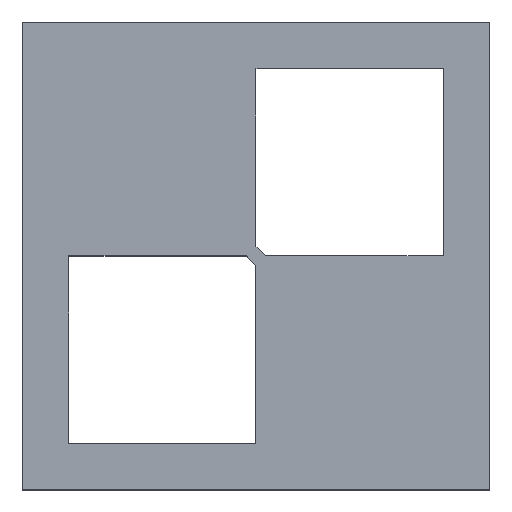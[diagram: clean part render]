
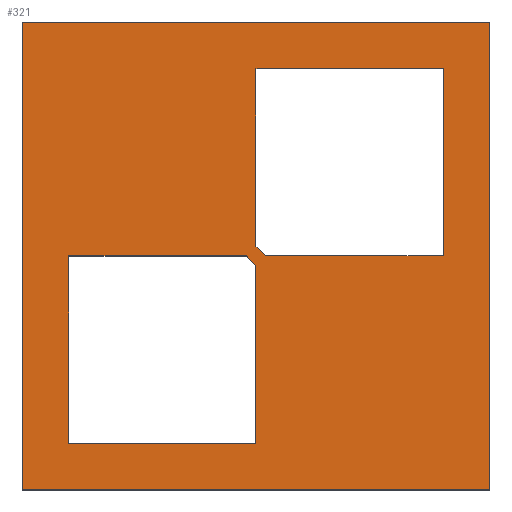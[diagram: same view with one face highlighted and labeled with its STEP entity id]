
A CAD part, top view. The second image highlights one B-rep face of the part: STEP entity #321.
In plain terms, the highlighted planar face has unit normal (0, 0, 1).
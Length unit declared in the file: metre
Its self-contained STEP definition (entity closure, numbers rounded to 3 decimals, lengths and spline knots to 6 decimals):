
#82=ORIENTED_EDGE('',*,*,#119,.F.);
#83=ORIENTED_EDGE('',*,*,#123,.F.);
#84=ORIENTED_EDGE('',*,*,#126,.T.);
#85=ORIENTED_EDGE('',*,*,#129,.T.);
#86=ORIENTED_EDGE('',*,*,#134,.T.);
#87=ORIENTED_EDGE('',*,*,#106,.F.);
#88=ORIENTED_EDGE('',*,*,#110,.T.);
#89=ORIENTED_EDGE('',*,*,#113,.T.);
#90=ORIENTED_EDGE('',*,*,#116,.F.);
#91=ORIENTED_EDGE('',*,*,#132,.F.);
#92=ORIENTED_EDGE('',*,*,#96,.F.);
#93=ORIENTED_EDGE('',*,*,#100,.T.);
#94=ORIENTED_EDGE('',*,*,#103,.T.);
#95=ORIENTED_EDGE('',*,*,#136,.F.);
#96=EDGE_CURVE('',#138,#139,#166,.T.);
#100=EDGE_CURVE('',#138,#142,#170,.T.);
#103=EDGE_CURVE('',#142,#144,#173,.T.);
#106=EDGE_CURVE('',#146,#147,#176,.T.);
#110=EDGE_CURVE('',#146,#150,#180,.T.);
#113=EDGE_CURVE('',#150,#152,#183,.T.);
#116=EDGE_CURVE('',#154,#152,#186,.T.);
#119=EDGE_CURVE('',#156,#157,#189,.T.);
#123=EDGE_CURVE('',#160,#156,#193,.T.);
#126=EDGE_CURVE('',#160,#162,#196,.T.);
#129=EDGE_CURVE('',#162,#164,#199,.T.);
#132=EDGE_CURVE('',#147,#154,#202,.T.);
#134=EDGE_CURVE('',#164,#157,#204,.T.);
#136=EDGE_CURVE('',#139,#144,#206,.T.);
#138=VERTEX_POINT('',#430);
#139=VERTEX_POINT('',#431);
#142=VERTEX_POINT('',#439);
#144=VERTEX_POINT('',#445);
#146=VERTEX_POINT('',#451);
#147=VERTEX_POINT('',#452);
#150=VERTEX_POINT('',#460);
#152=VERTEX_POINT('',#466);
#154=VERTEX_POINT('',#472);
#156=VERTEX_POINT('',#478);
#157=VERTEX_POINT('',#479);
#160=VERTEX_POINT('',#487);
#162=VERTEX_POINT('',#493);
#164=VERTEX_POINT('',#499);
#166=LINE('',#429,#208);
#170=LINE('',#438,#212);
#173=LINE('',#444,#215);
#176=LINE('',#450,#218);
#180=LINE('',#459,#222);
#183=LINE('',#465,#225);
#186=LINE('',#471,#228);
#189=LINE('',#477,#231);
#193=LINE('',#486,#235);
#196=LINE('',#492,#238);
#199=LINE('',#498,#241);
#202=LINE('',#504,#244);
#204=LINE('',#507,#246);
#206=LINE('',#510,#248);
#208=VECTOR('',#355,1.);
#212=VECTOR('',#361,1.);
#215=VECTOR('',#366,1.);
#218=VECTOR('',#371,1.);
#222=VECTOR('',#377,1.);
#225=VECTOR('',#382,1.);
#228=VECTOR('',#387,1.);
#231=VECTOR('',#392,1.);
#235=VECTOR('',#398,1.);
#238=VECTOR('',#403,1.);
#241=VECTOR('',#408,1.);
#244=VECTOR('',#413,1.);
#246=VECTOR('',#417,1.);
#248=VECTOR('',#421,1.);
#267=EDGE_LOOP('',(#82,#83,#84,#85,#86));
#268=EDGE_LOOP('',(#87,#88,#89,#90,#91));
#269=EDGE_LOOP('',(#92,#93,#94,#95));
#287=FACE_BOUND('',#267,.T.);
#288=FACE_BOUND('',#268,.T.);
#289=FACE_BOUND('',#269,.T.);
#305=PLANE('',#350);
#321=ADVANCED_FACE('',(#287,#288,#289),#305,.T.);
#350=AXIS2_PLACEMENT_3D('',#513,#425,#426);
#355=DIRECTION('',(1.,0.,0.));
#361=DIRECTION('',(0.,-1.,0.));
#366=DIRECTION('',(1.,0.,0.));
#371=DIRECTION('',(0.,-1.,0.));
#377=DIRECTION('',(1.,0.,0.));
#382=DIRECTION('',(0.,-1.,0.));
#387=DIRECTION('',(1.,0.,0.));
#392=DIRECTION('',(1.,0.,0.));
#398=DIRECTION('',(0.,-1.,0.));
#403=DIRECTION('',(1.,0.,0.));
#408=DIRECTION('',(0.707,-0.707,0.));
#413=DIRECTION('',(0.707,-0.707,0.));
#417=DIRECTION('',(0.,-1.,0.));
#421=DIRECTION('',(0.,-1.,0.));
#425=DIRECTION('',(0.,0.,1.));
#426=DIRECTION('',(1.,0.,0.));
#429=CARTESIAN_POINT('',(0.120277,-0.009224,0.0095));
#430=CARTESIAN_POINT('',(0.117777,-0.009224,0.0095));
#431=CARTESIAN_POINT('',(0.122777,-0.009224,0.0095));
#438=CARTESIAN_POINT('',(0.117777,-0.011724,0.0095));
#439=CARTESIAN_POINT('',(0.117777,-0.014224,0.0095));
#444=CARTESIAN_POINT('',(0.120277,-0.014224,0.0095));
#445=CARTESIAN_POINT('',(0.122777,-0.014224,0.0095));
#450=CARTESIAN_POINT('',(0.120277,-0.010674,0.0095));
#451=CARTESIAN_POINT('',(0.120277,-0.009724,0.0095));
#452=CARTESIAN_POINT('',(0.120277,-0.011624,0.0095));
#459=CARTESIAN_POINT('',(0.121277,-0.009724,0.0095));
#460=CARTESIAN_POINT('',(0.122277,-0.009724,0.0095));
#465=CARTESIAN_POINT('',(0.122277,-0.010724,0.0095));
#466=CARTESIAN_POINT('',(0.122277,-0.011724,0.0095));
#471=CARTESIAN_POINT('',(0.121327,-0.011724,0.0095));
#472=CARTESIAN_POINT('',(0.120377,-0.011724,0.0095));
#477=CARTESIAN_POINT('',(0.119277,-0.013724,0.0095));
#478=CARTESIAN_POINT('',(0.118277,-0.013724,0.0095));
#479=CARTESIAN_POINT('',(0.120277,-0.013724,0.0095));
#486=CARTESIAN_POINT('',(0.118277,-0.012724,0.0095));
#487=CARTESIAN_POINT('',(0.118277,-0.011724,0.0095));
#492=CARTESIAN_POINT('',(0.119227,-0.011724,0.0095));
#493=CARTESIAN_POINT('',(0.120177,-0.011724,0.0095));
#498=CARTESIAN_POINT('',(0.120227,-0.011774,0.0095));
#499=CARTESIAN_POINT('',(0.120277,-0.011824,0.0095));
#504=CARTESIAN_POINT('',(0.120327,-0.011674,0.0095));
#507=CARTESIAN_POINT('',(0.120277,-0.012774,0.0095));
#510=CARTESIAN_POINT('',(0.122777,-0.011724,0.0095));
#513=CARTESIAN_POINT('',(0.104891,-0.015824,0.0095));
